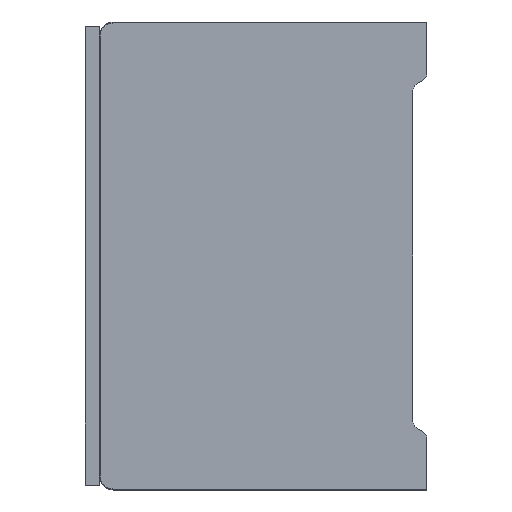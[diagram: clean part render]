
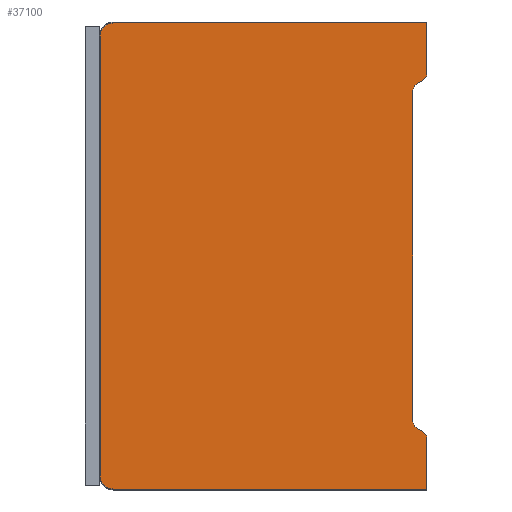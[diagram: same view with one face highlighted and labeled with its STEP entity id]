
A CAD part, left-side view. The second image highlights one B-rep face of the part: STEP entity #37100.
In plain terms, the highlighted planar face has unit normal (-1, 0, 0).
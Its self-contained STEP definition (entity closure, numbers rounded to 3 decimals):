
#10051=DIRECTION('',(0.,0.,1.));
#10052=VECTOR('',#10051,10.8);
#10053=CARTESIAN_POINT('',(0.,0.,-99.8));
#10054=LINE('',#10053,#10052);
#10071=DIRECTION('',(0.,0.,1.));
#10072=VECTOR('',#10071,70.226);
#10073=CARTESIAN_POINT('',(0.,3.,-85.113));
#10074=LINE('',#10073,#10072);
#10099=CARTESIAN_POINT('',(0.,67.,-97.));
#10100=DIRECTION('',(1.,0.,0.));
#10101=DIRECTION('',(0.,0.,-1.));
#10102=AXIS2_PLACEMENT_3D('',#10099,#10100,#10101);
#10104=CARTESIAN_POINT('',(0.,67.,-3.));
#10105=DIRECTION('',(1.,0.,0.));
#10106=DIRECTION('',(0.,1.,0.));
#10107=AXIS2_PLACEMENT_3D('',#10104,#10105,#10106);
#10109=CARTESIAN_POINT('',(0.,1.732,-11.));
#10110=DIRECTION('',(1.,0.,0.));
#10111=DIRECTION('',(0.,-1.,0.));
#10112=AXIS2_PLACEMENT_3D('',#10109,#10110,#10111);
#10114=DIRECTION('',(0.,0.866,-0.5));
#10115=VECTOR('',#10114,1.309);
#10116=CARTESIAN_POINT('',(0.,0.866,-12.5));
#10117=LINE('',#10116,#10115);
#10118=CARTESIAN_POINT('',(0.,1.,-14.887));
#10119=DIRECTION('',(-1.,0.,0.));
#10120=DIRECTION('',(0.,0.5,0.866));
#10121=AXIS2_PLACEMENT_3D('',#10118,#10119,#10120);
#10123=CARTESIAN_POINT('',(0.,1.,-85.113));
#10124=DIRECTION('',(-1.,0.,0.));
#10125=DIRECTION('',(0.,1.,0.));
#10126=AXIS2_PLACEMENT_3D('',#10123,#10124,#10125);
#10128=DIRECTION('',(0.,-0.866,-0.5));
#10129=VECTOR('',#10128,1.309);
#10130=CARTESIAN_POINT('',(0.,2.,
-86.845));
#10131=LINE('',#10130,#10129);
#10132=CARTESIAN_POINT('',(0.,1.732,-89.));
#10133=DIRECTION('',(1.,0.,0.));
#10134=DIRECTION('',(0.,-0.5,0.866));
#10135=AXIS2_PLACEMENT_3D('',#10132,#10133,#10134);
#10141=DIRECTION('',(0.,-1.,0.));
#10142=VECTOR('',#10141,67.);
#10143=CARTESIAN_POINT('',(0.,67.,
-99.8));
#10144=LINE('',#10143,#10142);
#10160=DIRECTION('',(0.,0.,-1.));
#10161=VECTOR('',#10160,94.);
#10162=CARTESIAN_POINT('',(0.,69.8,
-3.));
#10163=LINE('',#10162,#10161);
#10195=DIRECTION('',(0.,1.,0.));
#10196=VECTOR('',#10195,67.);
#10197=CARTESIAN_POINT('',(0.,0.,-0.2));
#10198=LINE('',#10197,#10196);
#10203=DIRECTION('',(0.,0.,1.));
#10204=VECTOR('',#10203,10.8);
#10205=CARTESIAN_POINT('',(0.,0.,-11.));
#10206=LINE('',#10205,#10204);
#21354=CARTESIAN_POINT('',(0.,67.,
-99.8));
#21355=CARTESIAN_POINT('',(0.,69.8,
-97.));
#21356=VERTEX_POINT('',#21354);
#21357=VERTEX_POINT('',#21355);
#21358=CARTESIAN_POINT('',(0.,0.,-99.8));
#21359=VERTEX_POINT('',#21358);
#21360=CARTESIAN_POINT('',(0.,69.8,
-3.));
#21361=VERTEX_POINT('',#21360);
#21362=CARTESIAN_POINT('',(0.,67.,
-0.2));
#21363=VERTEX_POINT('',#21362);
#21364=CARTESIAN_POINT('',(0.,0.,-0.2));
#21365=VERTEX_POINT('',#21364);
#21366=CARTESIAN_POINT('',(0.,0.,-11.));
#21367=VERTEX_POINT('',#21366);
#21368=CARTESIAN_POINT('',(0.,0.866,-12.5));
#21369=VERTEX_POINT('',#21368);
#21370=CARTESIAN_POINT('',(0.,2.,
-13.155));
#21371=VERTEX_POINT('',#21370);
#21372=CARTESIAN_POINT('',(0.,3.,-14.887));
#21373=VERTEX_POINT('',#21372);
#21374=CARTESIAN_POINT('',(0.,3.,-85.113));
#21375=VERTEX_POINT('',#21374);
#21376=CARTESIAN_POINT('',(0.,2.,
-86.845));
#21377=VERTEX_POINT('',#21376);
#21378=CARTESIAN_POINT('',(0.,0.866,-87.5));
#21379=VERTEX_POINT('',#21378);
#21380=CARTESIAN_POINT('',(0.,0.,-89.));
#21381=VERTEX_POINT('',#21380);
#37070=CARTESIAN_POINT('',(0.,34.9,-50.));
#37071=DIRECTION('',(1.,0.,0.));
#37072=DIRECTION('',(0.,0.,1.));
#37073=AXIS2_PLACEMENT_3D('',#37070,#37071,#37072);
#37074=PLANE('',#37073);
#37076=ORIENTED_EDGE('',*,*,#37075,.F.);
#37078=ORIENTED_EDGE('',*,*,#37077,.T.);
#37080=ORIENTED_EDGE('',*,*,#37079,.F.);
#37082=ORIENTED_EDGE('',*,*,#37081,.T.);
#37084=ORIENTED_EDGE('',*,*,#37083,.F.);
#37086=ORIENTED_EDGE('',*,*,#37085,.F.);
#37088=ORIENTED_EDGE('',*,*,#37087,.T.);
#37090=ORIENTED_EDGE('',*,*,#37089,.T.);
#37092=ORIENTED_EDGE('',*,*,#37091,.T.);
#37093=ORIENTED_EDGE('',*,*,#37049,.F.);
#37094=ORIENTED_EDGE('',*,*,#37038,.T.);
#37095=ORIENTED_EDGE('',*,*,#37023,.T.);
#37096=ORIENTED_EDGE('',*,*,#37008,.T.);
#37097=ORIENTED_EDGE('',*,*,#36993,.F.);
#37098=EDGE_LOOP('',(#37076,#37078,#37080,#37082,#37084,#37086,#37088,#37090,
#37092,#37093,#37094,#37095,#37096,#37097));
#37099=FACE_OUTER_BOUND('',#37098,.F.);
#10103=CIRCLE('',#10102,2.8);
#10108=CIRCLE('',#10107,2.8);
#10113=CIRCLE('',#10112,1.732);
#10122=CIRCLE('',#10121,2.);
#10127=CIRCLE('',#10126,2.);
#10136=CIRCLE('',#10135,1.732);
#36993=EDGE_CURVE('',#21359,#21381,#10054,.T.);
#37008=EDGE_CURVE('',#21379,#21381,#10136,.T.);
#37023=EDGE_CURVE('',#21377,#21379,#10131,.T.);
#37038=EDGE_CURVE('',#21375,#21377,#10127,.T.);
#37049=EDGE_CURVE('',#21375,#21373,#10074,.T.);
#37075=EDGE_CURVE('',#21356,#21359,#10144,.T.);
#37077=EDGE_CURVE('',#21356,#21357,#10103,.T.);
#37079=EDGE_CURVE('',#21361,#21357,#10163,.T.);
#37081=EDGE_CURVE('',#21361,#21363,#10108,.T.);
#37083=EDGE_CURVE('',#21365,#21363,#10198,.T.);
#37085=EDGE_CURVE('',#21367,#21365,#10206,.T.);
#37087=EDGE_CURVE('',#21367,#21369,#10113,.T.);
#37089=EDGE_CURVE('',#21369,#21371,#10117,.T.);
#37091=EDGE_CURVE('',#21371,#21373,#10122,.T.);
#37100=ADVANCED_FACE('',(#37099),#37074,.F.);
